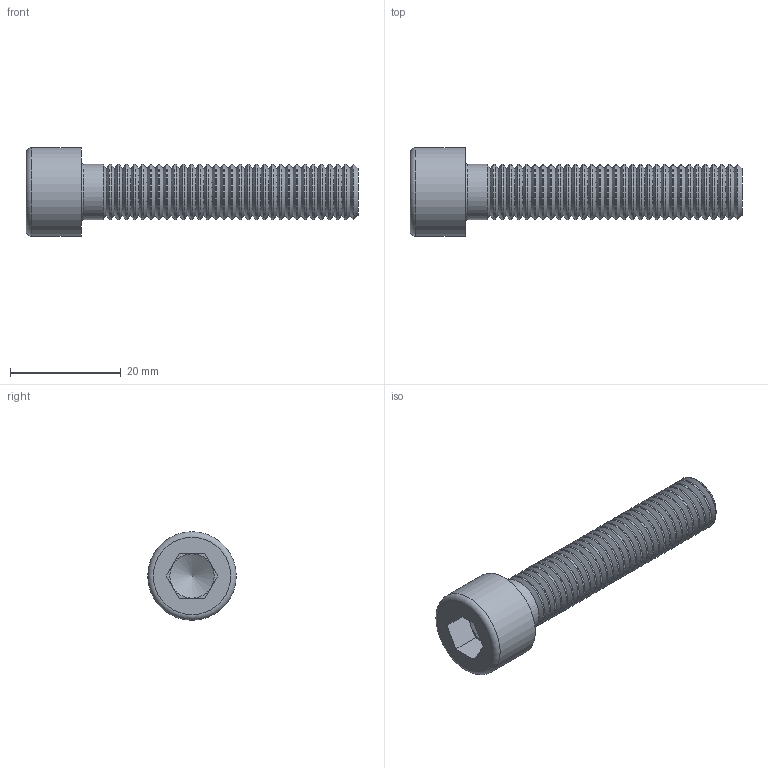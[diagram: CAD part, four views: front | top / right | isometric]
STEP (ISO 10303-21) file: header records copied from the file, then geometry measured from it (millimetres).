
FILE_DESCRIPTION (( 'STEP AP203' ), '1' );
FILE_NAME ('Âèíò ñ âíóòðåííèì øåñòèãðàííèêîì DIN912 M10õ50 (ïîëíàÿ ðåçüáà).STEP', '2023-12-28T09:04:36', ( '' ), ( '' ), 'SwSTEP 2.0', 'SolidWorks 2021', '' );
FILE_SCHEMA (( 'CONFIG_CONTROL_DESIGN' ));
Length unit declared in the file: millimetre
Products named in the file (1): Âèíò ñ âíóòðåííèì øåñòèãðàííèêîì DIN912 M10õ50 (ïîëíàÿ ðåçüáà)
Bounding box: 60 x 16 x 16 mm (x, y, z)
Volume: 5158.4 mm3; surface area: 3255.5 mm2
Topology: 1 solids, 1 shells, 114 faces, 232 edges, 121 vertices
Faces by surface type: cone 64, cylinder 33, plane 15, torus 2
Full cylindrical faces by diameter (mm): 10 x32, 16 x1
Entity records: 2449 total; most frequent: DIRECTION 466, CARTESIAN_POINT 363, ORIENTED_EDGE 260, AXIS2_PLACEMENT_3D 221, EDGE_LOOP 214, FACE_OUTER_BOUND 149, EDGE_CURVE 130, VERTEX_POINT 118
